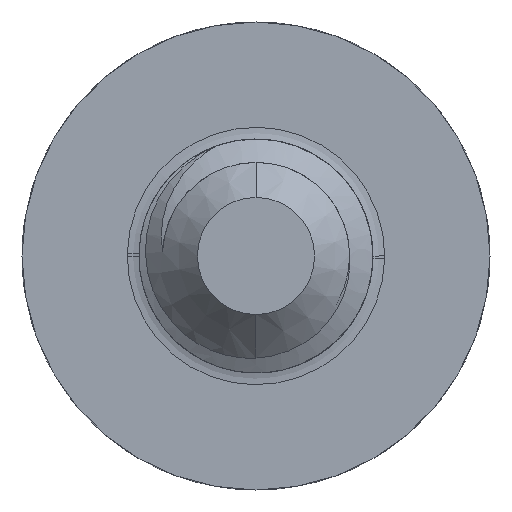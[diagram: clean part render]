
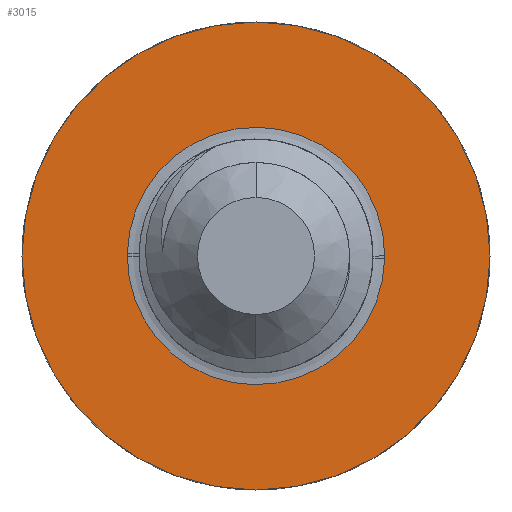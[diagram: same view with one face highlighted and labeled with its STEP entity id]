
A CAD part, front view. The second image highlights one B-rep face of the part: STEP entity #3015.
In plain terms, the highlighted planar face has unit normal (0, -1, 0).
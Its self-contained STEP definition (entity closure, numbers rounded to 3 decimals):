
#678=CARTESIAN_POINT('',(0.,0.,0.));
#679=DIRECTION('',(0.,-1.,0.));
#680=DIRECTION('',(-1.,0.,0.));
#681=AXIS2_PLACEMENT_3D('',#678,#679,#680);
#683=CARTESIAN_POINT('',(0.,0.,0.));
#684=DIRECTION('',(0.,-1.,0.));
#685=DIRECTION('',(1.,0.,0.));
#686=AXIS2_PLACEMENT_3D('',#683,#684,#685);
#688=CARTESIAN_POINT('',(0.,0.,0.));
#689=DIRECTION('',(0.,-1.,0.));
#690=DIRECTION('',(1.,0.,0.));
#691=AXIS2_PLACEMENT_3D('',#688,#689,#690);
#693=CARTESIAN_POINT('',(0.,0.,0.));
#694=DIRECTION('',(0.,-1.,0.));
#695=DIRECTION('',(-1.,0.,0.));
#696=AXIS2_PLACEMENT_3D('',#693,#694,#695);
#703=CARTESIAN_POINT('',(0.,0.,0.));
#704=DIRECTION('',(0.,1.,0.));
#705=DIRECTION('',(-1.,0.,0.));
#706=AXIS2_PLACEMENT_3D('',#703,#704,#705);
#2141=CARTESIAN_POINT('',(0.,0.,0.));
#2142=DIRECTION('',(0.,1.,0.));
#2143=DIRECTION('',(1.,0.,0.));
#2144=AXIS2_PLACEMENT_3D('',#2141,#2142,#2143);
#2180=CARTESIAN_POINT('',(-2.,0.,0.));
#2182=VERTEX_POINT('',#2180);
#2184=CARTESIAN_POINT('',(2.,0.,0.));
#2185=VERTEX_POINT('',#2184);
#2285=CARTESIAN_POINT('',(1.1,0.,0.));
#2286=CARTESIAN_POINT('',(-1.1,0.,0.021));
#2287=VERTEX_POINT('',#2285);
#2288=VERTEX_POINT('',#2286);
#2289=CARTESIAN_POINT('',(-1.1,0.,
0.));
#2290=VERTEX_POINT('',#2289);
#2291=CARTESIAN_POINT('',(1.1,0.,-0.021));
#2292=VERTEX_POINT('',#2291);
#2996=CARTESIAN_POINT('',(0.,0.,0.));
#2997=DIRECTION('',(0.,1.,0.));
#2998=DIRECTION('',(1.,0.,0.));
#2999=AXIS2_PLACEMENT_3D('',#2996,#2997,#2998);
#3000=PLANE('1631',#2999);
#3001=ORIENTED_EDGE('1445',*,*,#2477,.F.);
#3002=ORIENTED_EDGE('1356',*,*,#2459,.F.);
#3003=EDGE_LOOP('1631',(#3001,#3002));
#3004=FACE_OUTER_BOUND('1631',#3003,.F.);
#3006=ORIENTED_EDGE('1446',*,*,#3005,.T.);
#3008=ORIENTED_EDGE('1447',*,*,#3007,.F.);
#3010=ORIENTED_EDGE('1448',*,*,#3009,.T.);
#3012=ORIENTED_EDGE('1449',*,*,#3011,.F.);
#3013=EDGE_LOOP('1631',(#3006,#3008,#3010,#3012));
#3014=FACE_BOUND('1631',#3013,.F.);
#3015=ADVANCED_FACE('1631',(#3004,#3014),#3000,.F.);
#682=CIRCLE('1445',#681,2.);
#687=CIRCLE('1356',#686,2.);
#692=CIRCLE('1446',#691,1.1);
#697=CIRCLE('1448',#696,1.1);
#707=CIRCLE('1447',#706,1.1);
#2145=CIRCLE('1449',#2144,1.1);
#2459=EDGE_CURVE('1356',#2185,#2182,#687,.T.);
#2477=EDGE_CURVE('1445',#2182,#2185,#682,.T.);
#3005=EDGE_CURVE('1446',#2287,#2288,#692,.T.);
#3007=EDGE_CURVE('1447',#2290,#2288,#707,.T.);
#3009=EDGE_CURVE('1448',#2290,#2292,#697,.T.);
#3011=EDGE_CURVE('1449',#2287,#2292,#2145,.T.);
